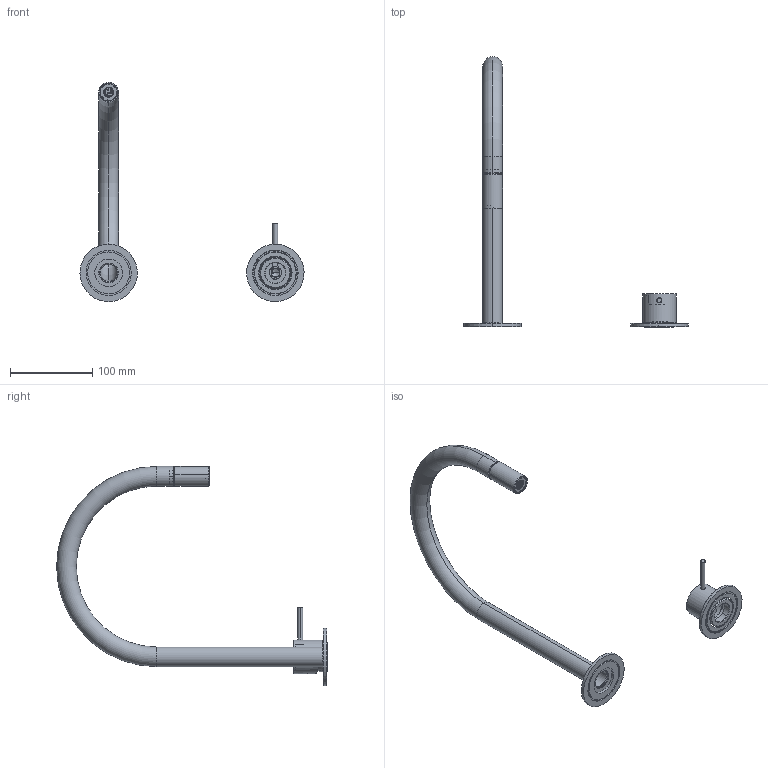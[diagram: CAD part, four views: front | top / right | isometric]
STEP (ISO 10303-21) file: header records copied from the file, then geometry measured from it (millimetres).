
FILE_DESCRIPTION (( 'STEP AP214' ), '1' );
FILE_NAME ('KTC.0005.U 3D.STEP', '2023-03-29T13:30:04', ( '' ), ( '' ), 'SwSTEP 2.0', 'SolidWorks 2022', '' );
FILE_SCHEMA (( 'AUTOMOTIVE_DESIGN' ));
Length unit declared in the file: millimetre
Products named in the file (12): 0147.002.00; aumento aereador; 0044.000.23; BICA U Ø24 EXTEN ICONICO; 0092.010.00; PERNO M4; AEREADOR_M22x1 invisio junior I amfag; KTC.0005.U 3D; 0387.001.00; 0092.009.00; Casquilho aereador; 0092.006.00
Assembly tree (11 placements, depth 2):
  KTC.0005.U 3D
    aumento aereador
    Casquilho aereador
    AEREADOR_M22x1 invisio junior I amfag
    BICA U Ø24 EXTEN ICONICO
    0387.001.00
    0044.000.23
    PERNO M4
    0147.002.00
    0092.009.00
    0092.006.00
    0092.010.00
Bounding box: 273.02 x 329.8 x 266.99 mm (x, y, z)
Volume: 116680.6 mm3; surface area: 126321.4 mm2
Topology: 12 solids, 12 shells, 554 faces, 1295 edges, 829 vertices
Faces by surface type: plane 314, cylinder 144, cone 76, torus 18, bspline 2
Entity records: 18305 total; most frequent: CARTESIAN_POINT 4219, DIRECTION 2796, ORIENTED_EDGE 2574, EDGE_CURVE 1287, AXIS2_PLACEMENT_3D 980, VECTOR 836, LINE 836, VERTEX_POINT 829
